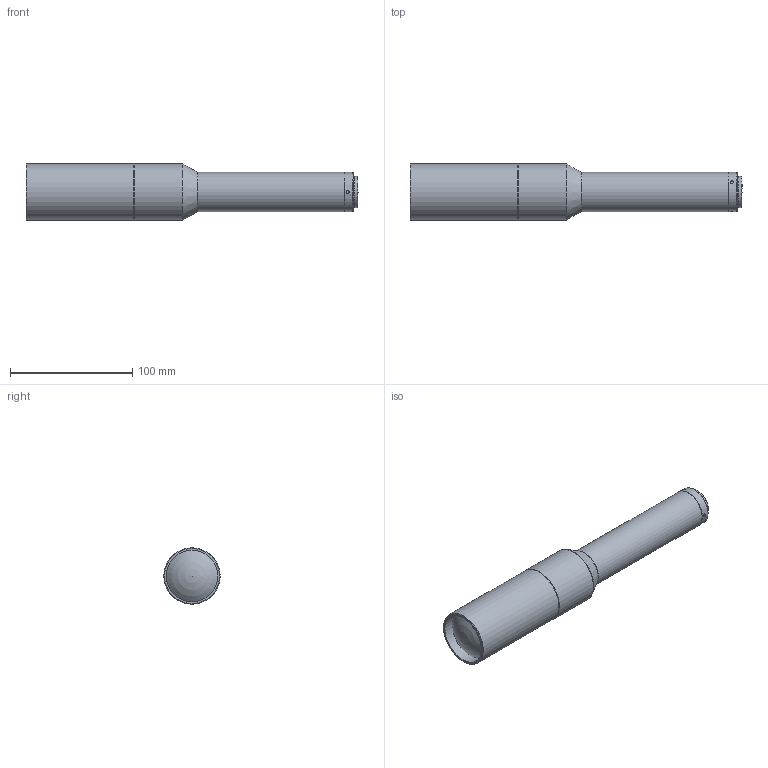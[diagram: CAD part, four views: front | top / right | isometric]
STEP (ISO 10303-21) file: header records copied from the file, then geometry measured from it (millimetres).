
FILE_DESCRIPTION (( 'STEP AP203' ), '1' );
FILE_NAME ('600091.STEP', '2024-08-14T02:31:43', ( 'Windows User' ), ( 'P R C' ), 'SwSTEP 2.0', 'SolidWorks 2020', '' );
FILE_SCHEMA (( 'CONFIG_CONTROL_DESIGN' ));
Length unit declared in the file: millimetre
Products named in the file (1): 600091
Bounding box: 271.38 x 46 x 46 mm (x, y, z)
Volume: 325879.4 mm3; surface area: 40408.2 mm2
Topology: 2 solids, 3 shells, 37 faces, 86 edges, 62 vertices
Faces by surface type: cone 12, cylinder 11, plane 10, bspline 3, sphere 1
Full cylindrical faces by diameter (mm): 2.5 x3, 24.6 x1, 25.4 x1, 32 x2, 42 x1, 44.3 x1, 46 x2
Entity records: 2077 total; most frequent: CARTESIAN_POINT 1360, ORIENTED_EDGE 106, DIRECTION 104, EDGE_LOOP 70, EDGE_CURVE 53, VERTEX_POINT 53, AXIS2_PLACEMENT_3D 52, FACE_OUTER_BOUND 51
